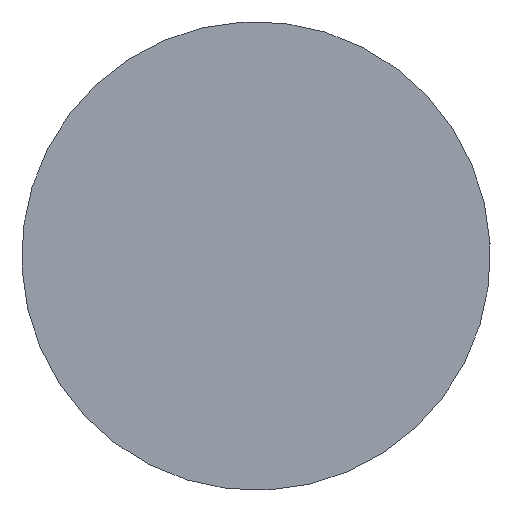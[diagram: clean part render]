
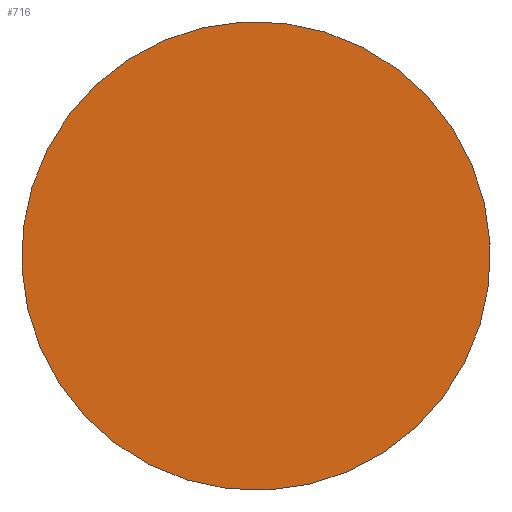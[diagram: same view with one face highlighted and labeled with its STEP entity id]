
A CAD part, front view. The second image highlights one B-rep face of the part: STEP entity #716.
In plain terms, the highlighted planar face has unit normal (0, -1, 0).
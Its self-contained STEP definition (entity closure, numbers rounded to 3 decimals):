
#43=PLANE('',#830);
#111=FACE_OUTER_BOUND('',#148,.T.);
#148=EDGE_LOOP('',(#601,#602));
#265=CIRCLE('',#828,15.);
#266=CIRCLE('',#829,15.);
#334=VERTEX_POINT('',#1241);
#335=VERTEX_POINT('',#1242);
#429=EDGE_CURVE('',#334,#335,#265,.T.);
#430=EDGE_CURVE('',#335,#334,#266,.T.);
#601=ORIENTED_EDGE('',*,*,#429,.T.);
#602=ORIENTED_EDGE('',*,*,#430,.T.);
#716=ADVANCED_FACE('',(#111),#43,.T.);
#828=AXIS2_PLACEMENT_3D('',#1243,#1025,#1026);
#829=AXIS2_PLACEMENT_3D('',#1244,#1027,#1028);
#830=AXIS2_PLACEMENT_3D('',#1246,#1030,#1031);
#1025=DIRECTION('center_axis',(0.,-1.,0.));
#1026=DIRECTION('ref_axis',(-0.999,0.,-0.051));
#1027=DIRECTION('center_axis',(0.,-1.,0.));
#1028=DIRECTION('ref_axis',(-0.999,0.,-0.051));
#1030=DIRECTION('center_axis',(0.,-1.,0.));
#1031=DIRECTION('ref_axis',(0.051,0.,-0.999));
#1241=CARTESIAN_POINT('',(-14.98,-22.,-0.77));
#1242=CARTESIAN_POINT('',(14.98,-22.,0.77));
#1243=CARTESIAN_POINT('Origin',(0.,-22.,
0.));
#1244=CARTESIAN_POINT('Origin',(0.,-22.,
0.));
#1246=CARTESIAN_POINT('Origin',(-7.49,-22.,-0.385));
